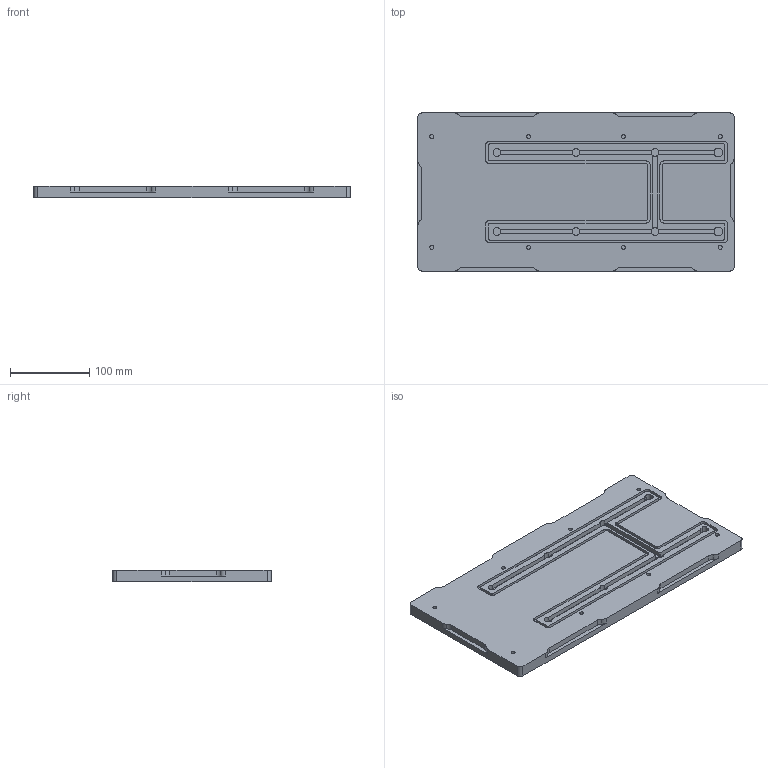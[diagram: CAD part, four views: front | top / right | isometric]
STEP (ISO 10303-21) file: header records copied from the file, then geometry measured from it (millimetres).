
FILE_DESCRIPTION(/* description */ (''),/* implementation_level */ '2;1');
FILE_NAME(/* name */ 'Base.step',/* time_stamp */ '2022-09-26T15:55:33+02:00',/* author */ (''),/* organization */ (''),/* preprocessor_version */ 'ST-DEVELOPER v19',/* originating_system */ 'Autodesk Translation Framework v11.7.0.108',/* authorisation */ '');
FILE_SCHEMA (('AUTOMOTIVE_DESIGN { 1 0 10303 214 3 1 1 }'));
Length unit declared in the file: millimetre
Products named in the file (1): Base
Bounding box: 400 x 200 x 15 mm (x, y, z)
Volume: 1131615.1 mm3; surface area: 199235.3 mm2
Topology: 1 solids, 1 shells, 171 faces, 476 edges, 316 vertices
Faces by surface type: plane 91, cylinder 78, cone 2
Full cylindrical faces by diameter (mm): 4 x2, 5.035 x8, 8.707 x2, 10 x6
Entity records: 5611 total; most frequent: CARTESIAN_POINT 1002, DIRECTION 1000, ORIENTED_EDGE 952, EDGE_CURVE 476, AXIS2_PLACEMENT_3D 358, VERTEX_POINT 316, LINE 284, VECTOR 284
